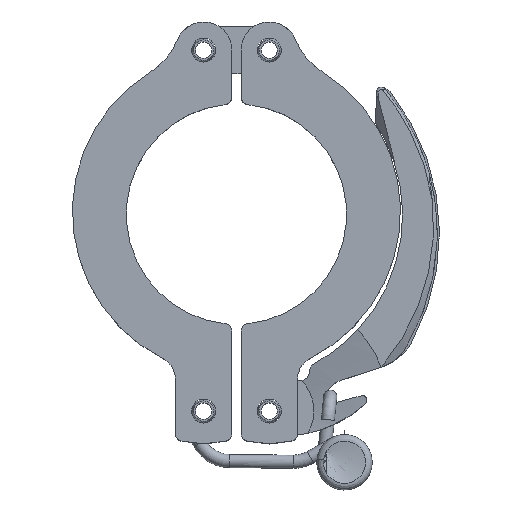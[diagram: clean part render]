
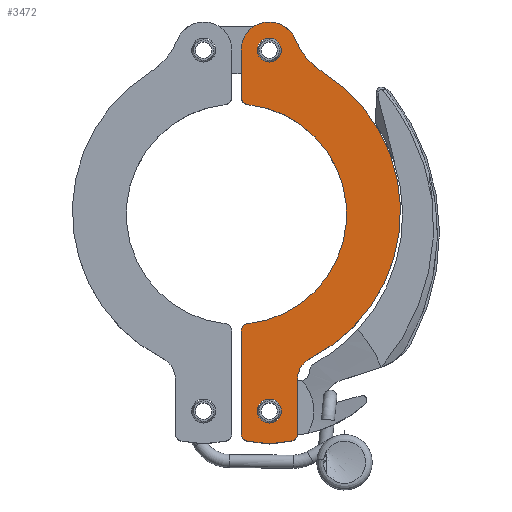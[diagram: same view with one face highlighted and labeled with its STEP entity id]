
A CAD part, top view. The second image highlights one B-rep face of the part: STEP entity #3472.
In plain terms, the highlighted planar face has unit normal (0, 0, 1).
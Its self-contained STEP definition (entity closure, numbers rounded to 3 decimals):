
#89 = VERTEX_POINT ( 'NONE', #3896 ) ;
#99 = LINE ( 'NONE', #8278, #4474 ) ;
#107 = EDGE_CURVE ( 'NONE', #5775, #1123, #1266, .T. ) ;
#197 = EDGE_CURVE ( 'NONE', #2880, #3102, #4802, .T. ) ;
#199 = ORIENTED_EDGE ( 'NONE', *, *, #3933, .F. ) ;
#345 = CARTESIAN_POINT ( 'NONE',  ( 7., -49., 9. ) ) ;
#368 = DIRECTION ( 'NONE',  ( -1., 0., 0. ) ) ;
#402 = ORIENTED_EDGE ( 'NONE', *, *, #1762, .T. ) ;
#497 = AXIS2_PLACEMENT_3D ( 'NONE', #5551, #1558, #2921 ) ;
#727 = LINE ( 'NONE', #3051, #1863 ) ;
#840 = AXIS2_PLACEMENT_3D ( 'NONE', #6049, #8110, #8134 ) ;
#901 = CARTESIAN_POINT ( 'NONE',  ( 15.75, -30.756, 9. ) ) ;
#908 = PLANE ( 'NONE',  #840 ) ;
#967 = CARTESIAN_POINT ( 'NONE',  ( 1., -46.848, 9. ) ) ;
#996 = CARTESIAN_POINT ( 'NONE',  ( 12.555, 37.267, 9. ) ) ;
#1043 = AXIS2_PLACEMENT_3D ( 'NONE', #4700, #5357, #1382 ) ;
#1123 = VERTEX_POINT ( 'NONE', #345 ) ;
#1200 = DIRECTION ( 'NONE',  ( -1., 0., 0. ) ) ;
#1230 = CARTESIAN_POINT ( 'NONE',  ( 7., -42., 9. ) ) ;
#1253 = DIRECTION ( 'NONE',  ( 0., -1., 0. ) ) ;
#1266 = LINE ( 'NONE', #8610, #3035 ) ;
#1282 = VERTEX_POINT ( 'NONE', #4144 ) ;
#1371 = CARTESIAN_POINT ( 'NONE',  ( 13., -3.864, 9. ) ) ;
#1382 = DIRECTION ( 'NONE',  ( -1., 0., 0. ) ) ;
#1477 = DIRECTION ( 'NONE',  ( 0., 0., -1. ) ) ;
#1489 = CARTESIAN_POINT ( 'NONE',  ( 2.405, -48.436, 9. ) ) ;
#1510 = VERTEX_POINT ( 'NONE', #996 ) ;
#1558 = DIRECTION ( 'NONE',  ( 0., 0., 1. ) ) ;
#1587 = ORIENTED_EDGE ( 'NONE', *, *, #7754, .F. ) ;
#1607 = EDGE_CURVE ( 'NONE', #7574, #7011, #8069, .T. ) ;
#1695 = CIRCLE ( 'NONE', #2505, 35. ) ;
#1701 = AXIS2_PLACEMENT_3D ( 'NONE', #6530, #6619, #1975 ) ;
#1704 = CIRCLE ( 'NONE', #4880, 1.6 ) ;
#1762 = EDGE_CURVE ( 'NONE', #89, #1510, #6691, .T. ) ;
#1863 = VECTOR ( 'NONE', #7694, 1000. ) ;
#1872 = EDGE_LOOP ( 'NONE', ( #2263 ) ) ;
#1874 = AXIS2_PLACEMENT_3D ( 'NONE', #7545, #3541, #4914 ) ;
#1975 = DIRECTION ( 'NONE',  ( -1., 0., 0. ) ) ;
#1976 = ORIENTED_EDGE ( 'NONE', *, *, #2237, .F. ) ;
#2237 = EDGE_CURVE ( 'NONE', #4034, #4537, #5454, .T. ) ;
#2263 = ORIENTED_EDGE ( 'NONE', *, *, #8379, .F. ) ;
#2299 = DIRECTION ( 'NONE',  ( -1., 0., 0. ) ) ;
#2337 = VECTOR ( 'NONE', #8444, 1000. ) ;
#2409 = VERTEX_POINT ( 'NONE', #3552 ) ;
#2505 = AXIS2_PLACEMENT_3D ( 'NONE', #5259, #4571, #5229 ) ;
#2543 = LINE ( 'NONE', #4991, #2337 ) ;
#2557 = EDGE_CURVE ( 'NONE', #4537, #5709, #2543, .T. ) ;
#2558 = CARTESIAN_POINT ( 'NONE',  ( 26.443, 42.935, 9. ) ) ;
#2726 = EDGE_CURVE ( 'NONE', #7443, #7443, #7858, .T. ) ;
#2880 = VERTEX_POINT ( 'NONE', #8592 ) ;
#2921 = DIRECTION ( 'NONE',  ( -1., 0., 0. ) ) ;
#2935 = DIRECTION ( 'NONE',  ( 0., 1., 0. ) ) ;
#2970 = CARTESIAN_POINT ( 'NONE',  ( 18., -35.221, 9. ) ) ;
#3006 = ORIENTED_EDGE ( 'NONE', *, *, #107, .F. ) ;
#3035 = VECTOR ( 'NONE', #8577, 1000. ) ;
#3051 = CARTESIAN_POINT ( 'NONE',  ( 7., -49., 9. ) ) ;
#3068 = EDGE_CURVE ( 'NONE', #4119, #5775, #1704, .T. ) ;
#3096 = ORIENTED_EDGE ( 'NONE', *, *, #2557, .F. ) ;
#3102 = VERTEX_POINT ( 'NONE', #5450 ) ;
#3141 = AXIS2_PLACEMENT_3D ( 'NONE', #2970, #8372, #2299 ) ;
#3274 = VECTOR ( 'NONE', #1253, 1000. ) ;
#3335 = EDGE_CURVE ( 'NONE', #5000, #1510, #5852, .T. ) ;
#3343 = ORIENTED_EDGE ( 'NONE', *, *, #1607, .F. ) ;
#3412 = DIRECTION ( 'NONE',  ( -1., 0., 0. ) ) ;
#3423 = CARTESIAN_POINT ( 'NONE',  ( 1., -24.965, 9. ) ) ;
#3472 = ADVANCED_FACE ( 'NONE', ( #4085, #4294, #3563 ), #908, .F. ) ;
#3532 = AXIS2_PLACEMENT_3D ( 'NONE', #1230, #4517, #1200 ) ;
#3541 = DIRECTION ( 'NONE',  ( 0., 0., 1. ) ) ;
#3552 = CARTESIAN_POINT ( 'NONE',  ( 1., 24.965, 9. ) ) ;
#3563 = FACE_OUTER_BOUND ( 'NONE', #8080, .T. ) ;
#3585 = AXIS2_PLACEMENT_3D ( 'NONE', #8126, #5947, #4117 ) ;
#3734 = CARTESIAN_POINT ( 'NONE',  ( 13., -46.848, 9. ) ) ;
#3822 = ORIENTED_EDGE ( 'NONE', *, *, #7567, .F. ) ;
#3890 = DIRECTION ( 'NONE',  ( -1., 0., 0. ) ) ;
#3896 = CARTESIAN_POINT ( 'NONE',  ( 18.51, 30.205, 9. ) ) ;
#3933 = EDGE_CURVE ( 'NONE', #89, #7574, #1695, .T. ) ;
#4034 = VERTEX_POINT ( 'NONE', #1489 ) ;
#4085 = FACE_BOUND ( 'NONE', #1872, .T. ) ;
#4117 = DIRECTION ( 'NONE',  ( -1., 0., 0. ) ) ;
#4119 = VERTEX_POINT ( 'NONE', #3734 ) ;
#4144 = CARTESIAN_POINT ( 'NONE',  ( 4.45, 35., 9. ) ) ;
#4217 = AXIS2_PLACEMENT_3D ( 'NONE', #8397, #8369, #368 ) ;
#4294 = FACE_BOUND ( 'NONE', #4994, .T. ) ;
#4353 = ORIENTED_EDGE ( 'NONE', *, *, #2726, .F. ) ;
#4474 = VECTOR ( 'NONE', #2935, 1000. ) ;
#4517 = DIRECTION ( 'NONE',  ( 0., 0., 1. ) ) ;
#4537 = VERTEX_POINT ( 'NONE', #967 ) ;
#4571 = DIRECTION ( 'NONE',  ( 0., 0., -1. ) ) ;
#4700 = CARTESIAN_POINT ( 'NONE',  ( 7., 35., 9. ) ) ;
#4802 = CIRCLE ( 'NONE', #497, 23.5 ) ;
#4880 = AXIS2_PLACEMENT_3D ( 'NONE', #6710, #1477, #3412 ) ;
#4914 = DIRECTION ( 'NONE',  ( -1., 0., 0. ) ) ;
#4991 = CARTESIAN_POINT ( 'NONE',  ( 1., -3.864, 9. ) ) ;
#4994 = EDGE_LOOP ( 'NONE', ( #4353 ) ) ;
#5000 = VERTEX_POINT ( 'NONE', #5606 ) ;
#5150 = CARTESIAN_POINT ( 'NONE',  ( 13., -35.221, 9. ) ) ;
#5200 = EDGE_CURVE ( 'NONE', #5709, #2880, #5785, .T. ) ;
#5229 = DIRECTION ( 'NONE',  ( -1., 0., 0. ) ) ;
#5259 = CARTESIAN_POINT ( 'NONE',  ( 0., 0.5, 9. ) ) ;
#5299 = ORIENTED_EDGE ( 'NONE', *, *, #3068, .F. ) ;
#5357 = DIRECTION ( 'NONE',  ( 0., 0., -1. ) ) ;
#5450 = CARTESIAN_POINT ( 'NONE',  ( 2.434, 23.374, 9. ) ) ;
#5454 = CIRCLE ( 'NONE', #3585, 1.6 ) ;
#5551 = CARTESIAN_POINT ( 'NONE',  ( 0., 0., 9. ) ) ;
#5606 = CARTESIAN_POINT ( 'NONE',  ( 1., 35., 9. ) ) ;
#5629 = CARTESIAN_POINT ( 'NONE',  ( 11.595, -48.436, 9. ) ) ;
#5709 = VERTEX_POINT ( 'NONE', #3423 ) ;
#5775 = VERTEX_POINT ( 'NONE', #5629 ) ;
#5785 = CIRCLE ( 'NONE', #1701, 1.6 ) ;
#5852 = CIRCLE ( 'NONE', #1043, 6. ) ;
#5947 = DIRECTION ( 'NONE',  ( 0., 0., -1. ) ) ;
#6008 = ORIENTED_EDGE ( 'NONE', *, *, #6278, .F. ) ;
#6049 = CARTESIAN_POINT ( 'NONE',  ( 15.489, -3.864, 9. ) ) ;
#6278 = EDGE_CURVE ( 'NONE', #7011, #4119, #7350, .T. ) ;
#6530 = CARTESIAN_POINT ( 'NONE',  ( 2.6, -24.965, 9. ) ) ;
#6619 = DIRECTION ( 'NONE',  ( 0., 0., -1. ) ) ;
#6644 = CIRCLE ( 'NONE', #1874, 2.55 ) ;
#6691 = CIRCLE ( 'NONE', #7953, 15. ) ;
#6710 = CARTESIAN_POINT ( 'NONE',  ( 11.4, -46.848, 9. ) ) ;
#7011 = VERTEX_POINT ( 'NONE', #5150 ) ;
#7217 = DIRECTION ( 'NONE',  ( 0., 0., -1. ) ) ;
#7342 = ORIENTED_EDGE ( 'NONE', *, *, #3335, .F. ) ;
#7350 = LINE ( 'NONE', #1371, #3274 ) ;
#7443 = VERTEX_POINT ( 'NONE', #7946 ) ;
#7452 = ORIENTED_EDGE ( 'NONE', *, *, #7683, .F. ) ;
#7545 = CARTESIAN_POINT ( 'NONE',  ( 7., 35., 9. ) ) ;
#7567 = EDGE_CURVE ( 'NONE', #2409, #5000, #99, .T. ) ;
#7574 = VERTEX_POINT ( 'NONE', #901 ) ;
#7667 = ORIENTED_EDGE ( 'NONE', *, *, #5200, .F. ) ;
#7683 = EDGE_CURVE ( 'NONE', #1123, #4034, #727, .T. ) ;
#7694 = DIRECTION ( 'NONE',  ( -0.993, 0.122, 0. ) ) ;
#7754 = EDGE_CURVE ( 'NONE', #3102, #2409, #8668, .T. ) ;
#7858 = CIRCLE ( 'NONE', #3532, 2.55 ) ;
#7946 = CARTESIAN_POINT ( 'NONE',  ( 4.45, -42., 9. ) ) ;
#7953 = AXIS2_PLACEMENT_3D ( 'NONE', #2558, #7217, #3890 ) ;
#8069 = CIRCLE ( 'NONE', #3141, 5. ) ;
#8080 = EDGE_LOOP ( 'NONE', ( #7342, #3822, #1587, #8314, #7667, #3096, #1976, #7452, #3006, #5299, #6008, #3343, #199, #402 ) ) ;
#8110 = DIRECTION ( 'NONE',  ( 0., 0., -1. ) ) ;
#8126 = CARTESIAN_POINT ( 'NONE',  ( 2.6, -46.848, 9. ) ) ;
#8134 = DIRECTION ( 'NONE',  ( -1., 0., 0. ) ) ;
#8278 = CARTESIAN_POINT ( 'NONE',  ( 1., 35., 9. ) ) ;
#8314 = ORIENTED_EDGE ( 'NONE', *, *, #197, .F. ) ;
#8369 = DIRECTION ( 'NONE',  ( 0., 0., -1. ) ) ;
#8372 = DIRECTION ( 'NONE',  ( 0., 0., 1. ) ) ;
#8379 = EDGE_CURVE ( 'NONE', #1282, #1282, #6644, .T. ) ;
#8397 = CARTESIAN_POINT ( 'NONE',  ( 2.6, 24.965, 9. ) ) ;
#8444 = DIRECTION ( 'NONE',  ( 0., 1., 0. ) ) ;
#8577 = DIRECTION ( 'NONE',  ( -0.993, -0.122, 0. ) ) ;
#8592 = CARTESIAN_POINT ( 'NONE',  ( 2.434, -23.374, 9. ) ) ;
#8610 = CARTESIAN_POINT ( 'NONE',  ( 11.595, -48.436, 9. ) ) ;
#8668 = CIRCLE ( 'NONE', #4217, 1.6 ) ;
